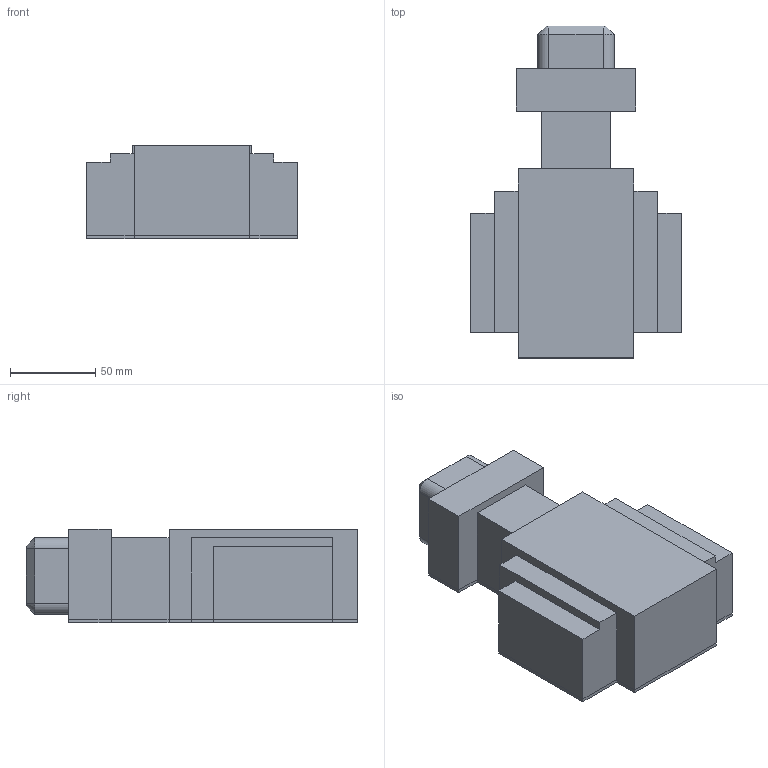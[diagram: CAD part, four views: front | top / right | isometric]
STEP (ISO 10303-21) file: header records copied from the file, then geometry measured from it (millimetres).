
FILE_DESCRIPTION(/* description */ (''),/* implementation_level */ '2;1');
FILE_NAME(/* name */ 'Portion Bottle v5.step',/* time_stamp */ '2024-07-15T11:20:00+05:30',/* author */ (''),/* organization */ (''),/* preprocessor_version */ 'ST-DEVELOPER v20',/* originating_system */ 'Autodesk Translation Framework v13.14.0.145',/* authorisation */ '');
FILE_SCHEMA (('AUTOMOTIVE_DESIGN { 1 0 10303 214 3 1 1 }'));
Length unit declared in the file: millimetre
Products named in the file (7): Portion Bottle; Compartment; BODY; LED PCB; Component6; Back cover; LID (1)
Assembly tree (6 placements, depth 3):
  Portion Bottle
    Compartment
    BODY
    LED PCB
      Component6
    Back cover
    LID (1)
Bounding box: 124 x 195 x 55 mm (x, y, z)
Volume: 255936.8 mm3; surface area: 194038.5 mm2
Topology: 16 solids, 16 shells, 422 faces, 1106 edges, 734 vertices
Faces by surface type: plane 359, cylinder 59, cone 4
Full cylindrical faces by diameter (mm): 1.8 x12, 2.2 x10, 3 x2
Entity records: 13067 total; most frequent: CARTESIAN_POINT 2275, ORIENTED_EDGE 2212, DIRECTION 2098, EDGE_CURVE 1106, LINE 984, VECTOR 984, VERTEX_POINT 734, AXIS2_PLACEMENT_3D 557
